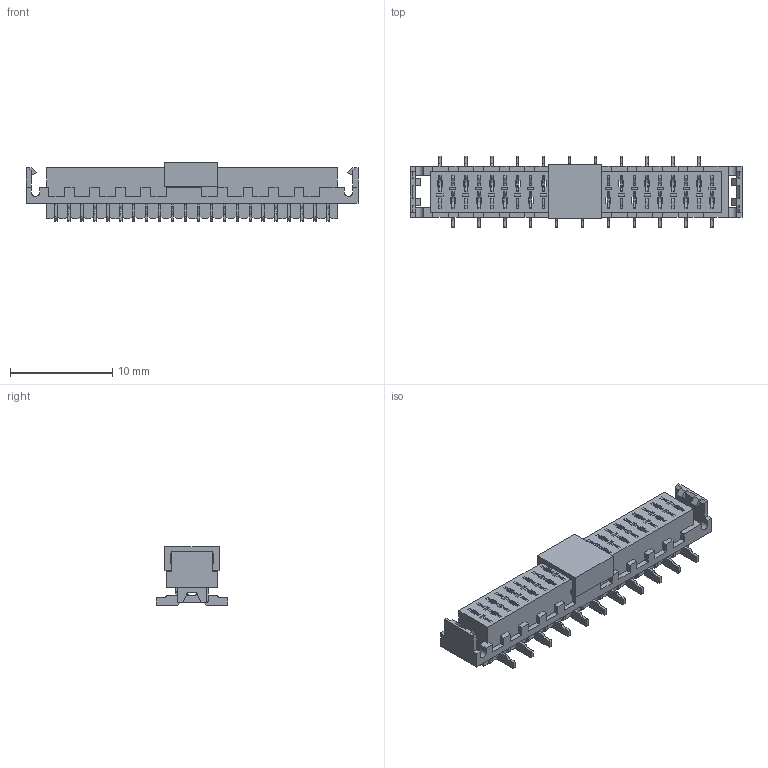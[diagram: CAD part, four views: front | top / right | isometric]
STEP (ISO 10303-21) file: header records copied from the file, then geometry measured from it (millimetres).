
FILE_DESCRIPTION(/* description */ ('Unknown'),/* implementation_level */ '2;1');
FILE_NAME(/* name */ 'J_Wurth_WR-MM_690367292276',/* time_stamp */ '2025-05-07T10:40:00+08:00',/* author */ ('Unknown'),/* organization */ ('Unknown'),/* preprocessor_version */ 'ST-DEVELOPER v19.4',/* originating_system */ 'Solid Edge',/* authorisation */ 'Unknown');
FILE_SCHEMA (('AUTOMOTIVE_DESIGN {1 0 10303 214 3 1 1}'));
Length unit declared in the file: millimetre
Products named in the file (2): J_Wurth_WR-MM_690367292276
Assembly tree (1 placements, depth 2):
  J_Wurth_WR-MM_690367292276
    J_Wurth_WR-MM_690367292276
Bounding box: 32.54 x 7 x 5.75 mm (x, y, z)
Volume: 540.1 mm3; surface area: 2158 mm2
Topology: 24 solids, 24 shells, 1793 faces, 5307 edges, 3538 vertices
Faces by surface type: plane 1393, cylinder 400
Entity records: 59771 total; most frequent: CARTESIAN_POINT 10640, ORIENTED_EDGE 10614, DIRECTION 9697, EDGE_CURVE 5307, LINE 4507, VECTOR 4507, VERTEX_POINT 3538, AXIS2_PLACEMENT_3D 2595
